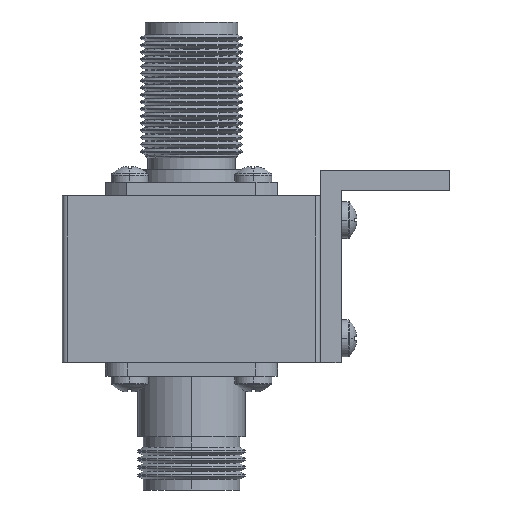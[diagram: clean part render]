
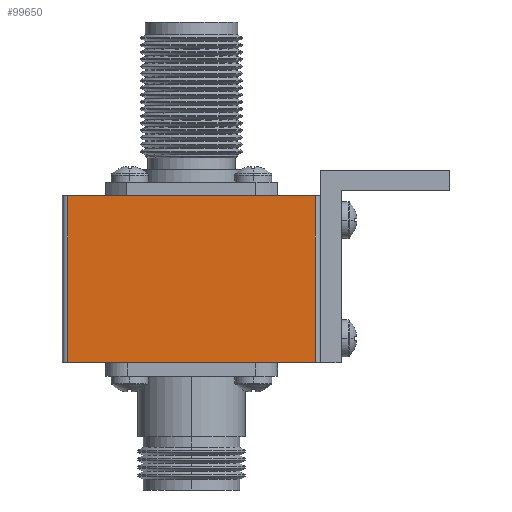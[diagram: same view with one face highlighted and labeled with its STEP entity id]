
A CAD part, front view. The second image highlights one B-rep face of the part: STEP entity #99650.
In plain terms, the highlighted planar face has unit normal (0, -1, 0).
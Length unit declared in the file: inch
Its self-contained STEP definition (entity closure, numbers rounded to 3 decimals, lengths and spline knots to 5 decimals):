
#2176 = CARTESIAN_POINT ( 'NONE',  ( 1.47, 0., 0.97 ) ) ;
#2863 = CARTESIAN_POINT ( 'NONE',  ( 0., 0., 0.97 ) ) ;
#4511 = CARTESIAN_POINT ( 'NONE',  ( 1.47, 0., 0. ) ) ;
#5274 = VERTEX_POINT ( 'NONE', #30387 ) ;
#5800 = LINE ( 'NONE', #2176, #86316 ) ;
#6770 = VERTEX_POINT ( 'NONE', #72933 ) ;
#7752 = VECTOR ( 'NONE', #67865, 39.37008 ) ;
#11430 = DIRECTION ( 'NONE',  ( 0., 0., 1. ) ) ;
#11499 = ORIENTED_EDGE ( 'NONE', *, *, #37276, .T. ) ;
#17847 = DIRECTION ( 'NONE',  ( 1., 0., 0. ) ) ;
#20554 = VERTEX_POINT ( 'NONE', #96700 ) ;
#25745 = AXIS2_PLACEMENT_3D ( 'NONE', #2863, #95975, #87090 ) ;
#30387 = CARTESIAN_POINT ( 'NONE',  ( 0.03, 0., 0. ) ) ;
#37219 = CARTESIAN_POINT ( 'NONE',  ( 0.03, 0., 0.97 ) ) ;
#37276 = EDGE_CURVE ( 'NONE', #6770, #5274, #78503, .T. ) ;
#49678 = PLANE ( 'NONE',  #25745 ) ;
#51561 = DIRECTION ( 'NONE',  ( 1., 0., 0. ) ) ;
#53555 = LINE ( 'NONE', #66183, #99862 ) ;
#54337 = ORIENTED_EDGE ( 'NONE', *, *, #58893, .T. ) ;
#58122 = EDGE_LOOP ( 'NONE', ( #54337, #92313, #69919, #11499 ) ) ;
#58893 = EDGE_CURVE ( 'NONE', #5274, #68441, #53555, .T. ) ;
#59500 = VECTOR ( 'NONE', #17847, 39.37008 ) ;
#66183 = CARTESIAN_POINT ( 'NONE',  ( 0., 0., 0. ) ) ;
#67865 = DIRECTION ( 'NONE',  ( 0., 0., -1. ) ) ;
#68441 = VERTEX_POINT ( 'NONE', #4511 ) ;
#69919 = ORIENTED_EDGE ( 'NONE', *, *, #71120, .F. ) ;
#70317 = LINE ( 'NONE', #80921, #59500 ) ;
#71120 = EDGE_CURVE ( 'NONE', #6770, #20554, #70317, .T. ) ;
#72933 = CARTESIAN_POINT ( 'NONE',  ( 0.03, 0., 0.97 ) ) ;
#78503 = LINE ( 'NONE', #37219, #7752 ) ;
#80921 = CARTESIAN_POINT ( 'NONE',  ( 0., 0., 0.97 ) ) ;
#86316 = VECTOR ( 'NONE', #11430, 39.37008 ) ;
#87090 = DIRECTION ( 'NONE',  ( 0., 0., 1. ) ) ;
#92313 = ORIENTED_EDGE ( 'NONE', *, *, #97868, .T. ) ;
#95125 = FACE_OUTER_BOUND ( 'NONE', #58122, .T. ) ;
#95975 = DIRECTION ( 'NONE',  ( 0., 1., 0. ) ) ;
#96700 = CARTESIAN_POINT ( 'NONE',  ( 1.47, 0., 0.97 ) ) ;
#97868 = EDGE_CURVE ( 'NONE', #68441, #20554, #5800, .T. ) ;
#99650 = ADVANCED_FACE ( 'NONE', ( #95125 ), #49678, .F. ) ;
#99862 = VECTOR ( 'NONE', #51561, 39.37008 ) ;
